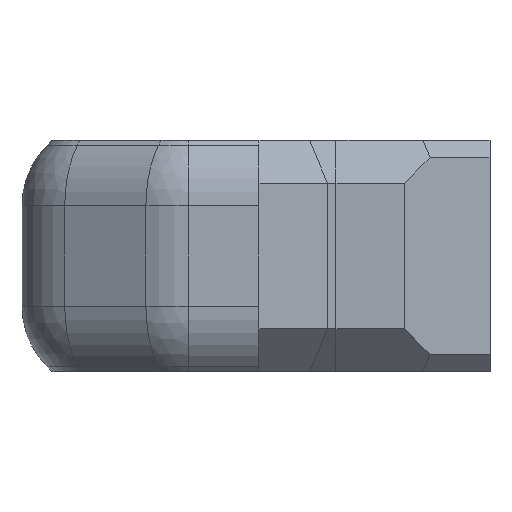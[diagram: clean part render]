
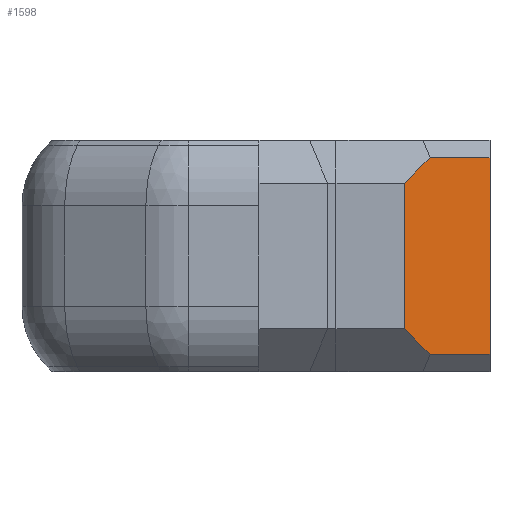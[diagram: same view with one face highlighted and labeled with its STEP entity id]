
A CAD part, left-side view. The second image highlights one B-rep face of the part: STEP entity #1598.
In plain terms, the highlighted planar face has unit normal (-0.707, -0.707, 0).
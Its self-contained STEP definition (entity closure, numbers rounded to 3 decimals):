
#158=FACE_OUTER_BOUND('',#252,.T.);
#252=EDGE_LOOP('',(#1335,#1336,#1337,#1338,#1339,#1340));
#411=LINE('',#2602,#593);
#412=LINE('',#2605,#594);
#415=LINE('',#2610,#597);
#416=LINE('',#2612,#598);
#417=LINE('',#2614,#599);
#418=LINE('',#2615,#600);
#593=VECTOR('',#2129,10.);
#594=VECTOR('',#2132,10.);
#597=VECTOR('',#2137,10.);
#598=VECTOR('',#2138,10.);
#599=VECTOR('',#2139,10.);
#600=VECTOR('',#2140,10.);
#763=VERTEX_POINT('',#2598);
#764=VERTEX_POINT('',#2600);
#765=VERTEX_POINT('',#2604);
#766=VERTEX_POINT('',#2609);
#767=VERTEX_POINT('',#2611);
#768=VERTEX_POINT('',#2613);
#963=EDGE_CURVE('',#764,#763,#411,.T.);
#964=EDGE_CURVE('',#765,#763,#412,.T.);
#967=EDGE_CURVE('',#766,#764,#415,.T.);
#968=EDGE_CURVE('',#767,#766,#416,.T.);
#969=EDGE_CURVE('',#768,#767,#417,.T.);
#970=EDGE_CURVE('',#765,#768,#418,.T.);
#1335=ORIENTED_EDGE('',*,*,#963,.F.);
#1336=ORIENTED_EDGE('',*,*,#967,.F.);
#1337=ORIENTED_EDGE('',*,*,#968,.F.);
#1338=ORIENTED_EDGE('',*,*,#969,.F.);
#1339=ORIENTED_EDGE('',*,*,#970,.F.);
#1340=ORIENTED_EDGE('',*,*,#964,.T.);
#1508=PLANE('',#1752);
#1598=ADVANCED_FACE('',(#158),#1508,.T.);
#1752=AXIS2_PLACEMENT_3D('',#2608,#2135,#2136);
#2129=DIRECTION('',(0.707,-0.707,0.));
#2132=DIRECTION('',(0.,0.,1.));
#2135=DIRECTION('center_axis',(-0.707,-0.707,0.));
#2136=DIRECTION('ref_axis',(0.707,-0.707,0.));
#2137=DIRECTION('',(0.577,-0.577,0.577));
#2138=DIRECTION('',(0.,0.,1.));
#2139=DIRECTION('',(-0.577,0.577,0.577));
#2140=DIRECTION('',(-0.707,0.707,0.));
#2598=CARTESIAN_POINT('',(-3.4,14.6,35.));
#2600=CARTESIAN_POINT('',(-4.8,16.,35.));
#2602=CARTESIAN_POINT('',(-4.498,15.698,35.));
#2604=CARTESIAN_POINT('',(-3.4,14.6,30.4));
#2605=CARTESIAN_POINT('',(-3.4,14.6,30.));
#2608=CARTESIAN_POINT('Origin',(-5.4,16.6,30.));
#2609=CARTESIAN_POINT('',(-5.4,16.6,34.4));
#2610=CARTESIAN_POINT('',(-6.249,17.449,33.551));
#2611=CARTESIAN_POINT('',(-5.4,16.6,31.));
#2612=CARTESIAN_POINT('',(-5.4,16.6,30.));
#2613=CARTESIAN_POINT('',(-4.8,16.,30.4));
#2614=CARTESIAN_POINT('',(-5.349,16.549,30.949));
#2615=CARTESIAN_POINT('',(-4.498,15.698,30.4));
